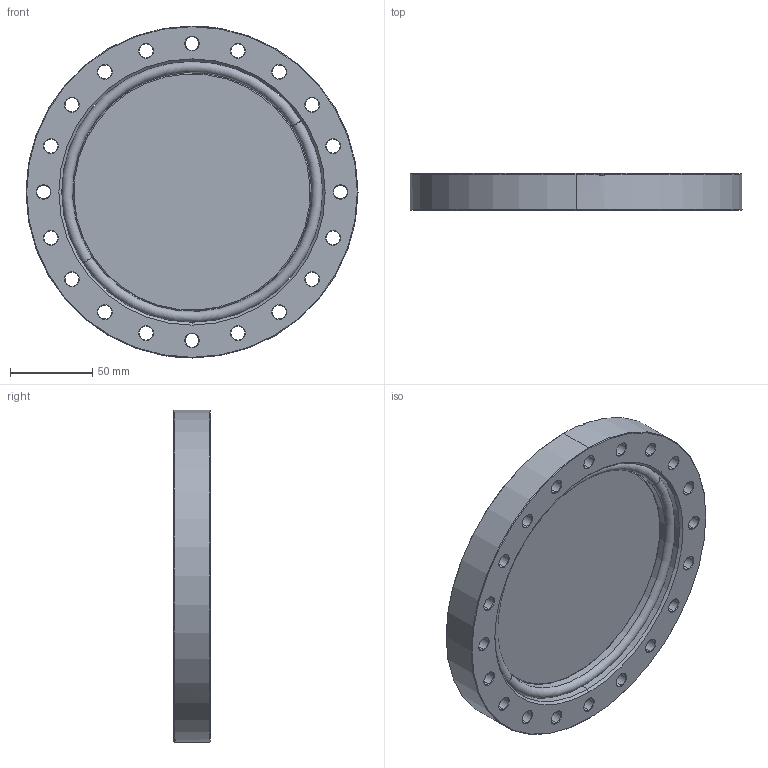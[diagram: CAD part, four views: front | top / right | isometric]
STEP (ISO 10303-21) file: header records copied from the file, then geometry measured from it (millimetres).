
FILE_DESCRIPTION (( 'STEP AP214' ), '1' );
FILE_NAME ('Hositrad_HVP6000.STEP', '2013-09-02T12:55:30', ( '' ), ( '' ), 'SwSTEP 2.0', 'SolidWorks 2013', '' );
FILE_SCHEMA (( 'AUTOMOTIVE_DESIGN' ));
Length unit declared in the file: millimetre
Products named in the file (5): Viewport-metal-ring-159; Glas159_HVP6000; HVP-spinn-6000; Hositrad_HVP6000; CF150-HVP6000
Assembly tree (4 placements, depth 3):
  Hositrad_HVP6000
    CF150-HVP6000
    HVP-spinn-6000
      Viewport-metal-ring-159
      Glas159_HVP6000
Bounding box: 202.4 x 22.3 x 202.4 mm (x, y, z)
Volume: 399527.7 mm3; surface area: 136514 mm2
Topology: 3 solids, 3 shells, 183 faces, 416 edges, 243 vertices
Faces by surface type: cone 91, cylinder 64, plane 18, torus 10
Entity records: 5412 total; most frequent: DIRECTION 1037, CARTESIAN_POINT 862, ORIENTED_EDGE 832, AXIS2_PLACEMENT_3D 434, EDGE_CURVE 416, VERTEX_POINT 243, CIRCLE 243, EDGE_LOOP 231
